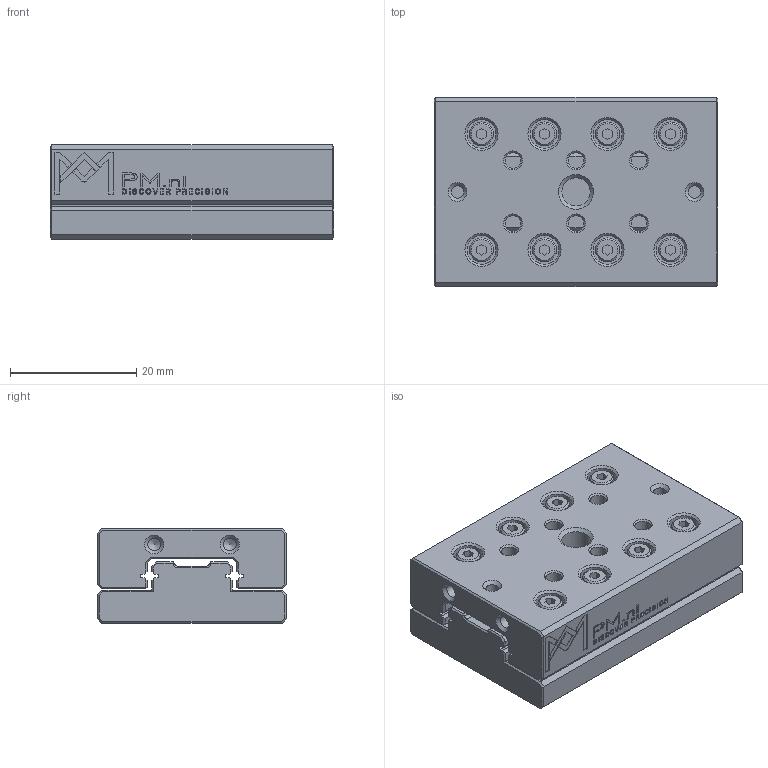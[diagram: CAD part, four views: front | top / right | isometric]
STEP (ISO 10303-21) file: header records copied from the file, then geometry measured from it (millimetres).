
FILE_DESCRIPTION(/* description */ (''),/* implementation_level */ '2;1');
FILE_NAME(/* name */ 'RTA-1540.stp',/* time_stamp */ '2024-08-27T13:40:39+02:00',/* author */ (''),/* organization */ (''),/* preprocessor_version */ 'ST-DEVELOPER v16.7',/* originating_system */ 'SIEMENS PLM Software NX 12.0',/* authorisation */ '');
FILE_SCHEMA (('AUTOMOTIVE_DESIGN { 1 0 10303 214 3 1 1 1 }'));
Length unit declared in the file: millimetre
Products named in the file (1): RTA-1540_stp
Bounding box: 45 x 30 x 15 mm (x, y, z)
Volume: 18147 mm3; surface area: 10046.4 mm2
Topology: 2 solids, 2 shells, 1020 faces, 2555 edges, 1665 vertices
Faces by surface type: plane 708, bspline 180, cone 69, cylinder 63
Full cylindrical faces by diameter (mm): 2 x10, 2.5 x6, 3 x4, 3.8 x16, 4.5 x1, 4.6 x16, 5 x4
Entity records: 34279 total; most frequent: CARTESIAN_POINT 7563, ORIENTED_EDGE 4822, DIRECTION 3916, EDGE_CURVE 2411, LINE 1852, VECTOR 1852, VERTEX_POINT 1647, EDGE_LOOP 1294
